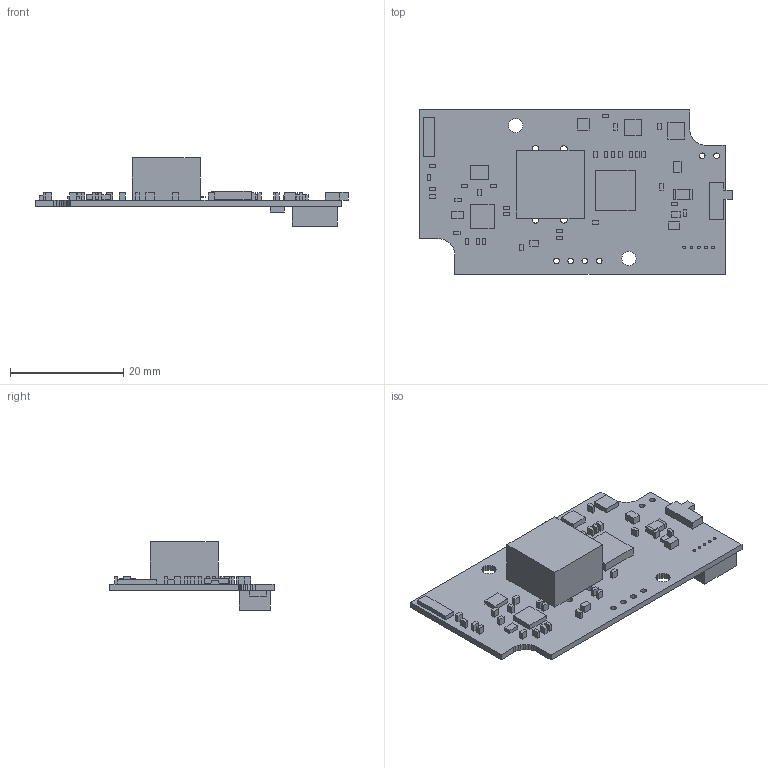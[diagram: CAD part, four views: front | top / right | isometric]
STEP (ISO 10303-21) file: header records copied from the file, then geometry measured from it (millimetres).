
FILE_DESCRIPTION(('Open CASCADE Model'),'2;1');
FILE_NAME('Open CASCADE Shape Model','2017-02-13T20:56:10',('Author'),( 'Open CASCADE'),'Open CASCADE STEP processor 6.5','Open CASCADE 6.5' ,'Unknown');
FILE_SCHEMA(('AUTOMOTIVE_DESIGN { 1 0 10303 214 1 1 1 1 }'));
Length unit declared in the file: millimetre
Products named in the file (90): PCB; Board; J1; 592035856; Extruded; C1; 592036880; C2; 592037008; C3; C4; C5; C6; C7; C8; C9; C10; C11; C12; C13; C14; C15; C16; C17; C18; C19; C20; C21; C22; C23; C24; L1; 592036496; L2; L3; 592037136; LED1; 592036368; R1; R2 ...
Assembly tree (119 placements, depth 4):
  PCB
    Board
    J1
      592035856
        Extruded
    C1
      592036880
        Extruded
    C2
      592037008
        Extruded
    C3
      592037008
        Extruded
    C4
      592037008
        Extruded
    C5
      592037008
        Extruded
    C6
      592037008
        Extruded
    C7
      592036880
        Extruded
    C8
      592037008
        Extruded
    C9
      592037008
        Extruded
    C10
      592036880
        Extruded
    C11
      592036880
        Extruded
    C12
      592036880
        Extruded
    C13
      592037008
        Extruded
    C14
      592036880
        Extruded
    C15
      592036880
        Extruded
    C16
      592036880
        Extruded
    C17
      592036880
        Extruded
    C18
      592036880
        Extruded
    C19
Bounding box: 55.3 x 29 x 12.09 mm (x, y, z)
Volume: 3047.9 mm3; surface area: 4701 mm2
Topology: 51 solids, 51 shells, 397 faces, 885 edges, 590 vertices
Faces by surface type: plane 382, cylinder 15
Full cylindrical faces by diameter (mm): 0.5 x5, 1 x6, 1.2 x4
Entity records: 15152 total; most frequent: DIRECTION 2279, CARTESIAN_POINT 2262, LINE 1515, VECTOR 1515, ORIENTED_EDGE 1050, PCURVE 1050, DEFINITIONAL_REPRESENTATION 1050, EDGE_CURVE 525
